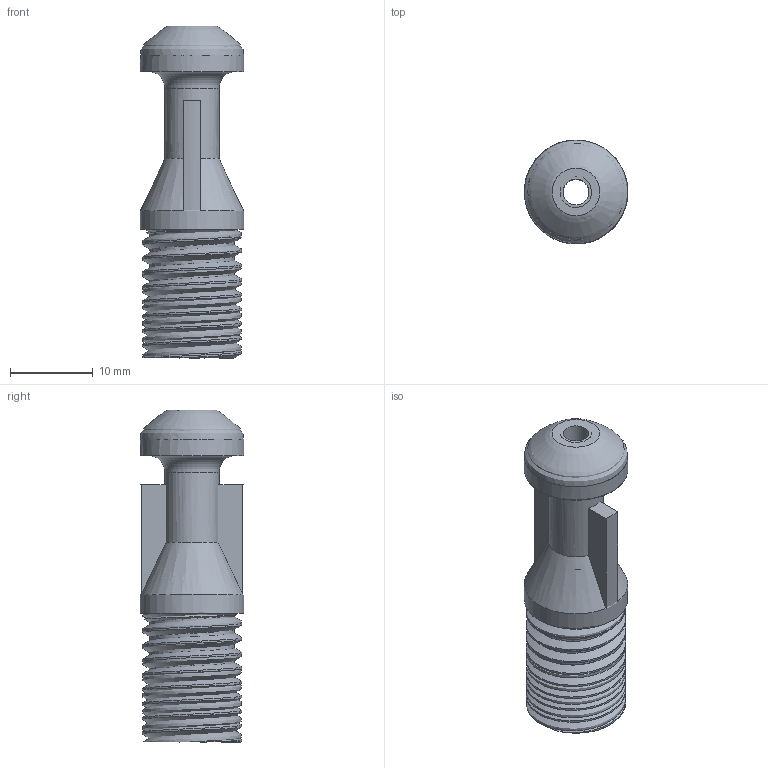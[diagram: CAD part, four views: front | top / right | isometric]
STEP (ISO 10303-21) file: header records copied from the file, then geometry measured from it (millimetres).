
FILE_DESCRIPTION(/* description */ ('STEP AP242','CAx-IF Rec.Pracs.---Representation and Presentation of Product Manufacturing Information (PMI)---4.0---2014-10-13','CAx-IF Rec.Pracs.---3D Tessellated Geometry---0.4---2014-09-14','2;1'),/* implementation_level */ '2;1');
FILE_NAME(/* name */ 'Plunger-Core',/* time_stamp */ '2024-03-13T09:03:27Z',/* author */ (''),/* organization */ (''),/* preprocessor_version */ 'ST-DEVELOPER v19.4',/* originating_system */ ' ',/* authorisation */ ' ');
FILE_SCHEMA (('AP242_MANAGED_MODEL_BASED_3D_ENGINEERING_MIM_LF { 1 0 10303 442 1 1 4 }'));
Length unit declared in the file: metre
Products named in the file (2): Part 2; obj_0
Bounding box: 12.49 x 12.5 x 40 mm (x, y, z)
Volume: 2807.6 mm3; surface area: 4627.6 mm2
Topology: 1 solids, 2 shells, 25 faces, 58 edges, 38 vertices
Faces by surface type: plane 10, cone 6, cylinder 5, bspline 2, torus 1, other 1
Full cylindrical faces by diameter (mm): 3.1 x1, 12.392 x2
Entity records: 1609 total; most frequent: CARTESIAN_POINT 1080, DIRECTION 96, ORIENTED_EDGE 90, EDGE_CURVE 45, AXIS2_PLACEMENT_3D 44, EDGE_LOOP 34, FACE_BOUND 34, VERTEX_POINT 33
